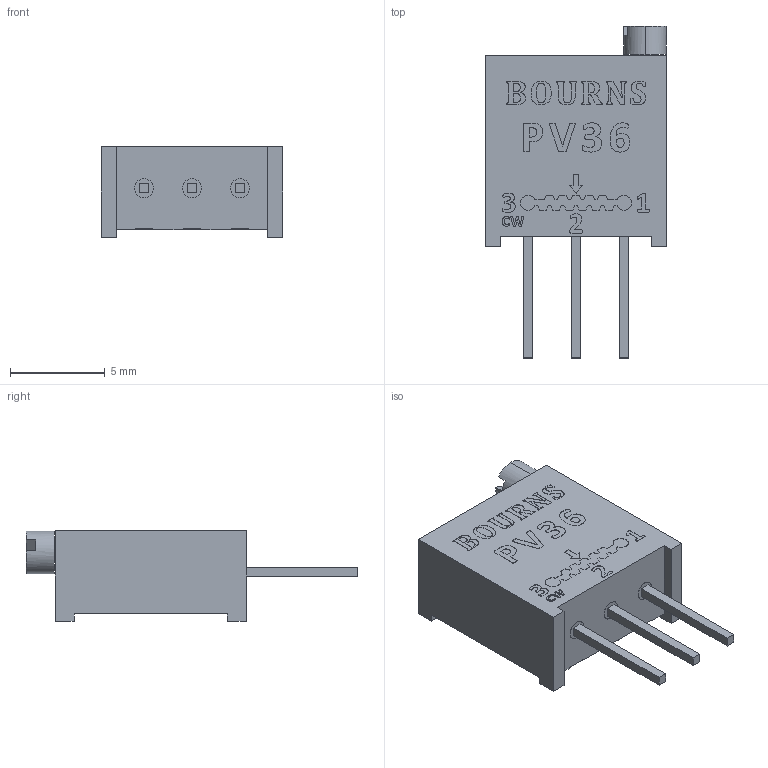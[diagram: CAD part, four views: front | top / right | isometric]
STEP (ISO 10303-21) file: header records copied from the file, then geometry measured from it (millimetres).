
FILE_DESCRIPTION (( 'STEP AP214' ), '1' );
FILE_NAME ('STEP Trimmer Resistor 100K Ohm.STEP', '2021-08-03T08:09:26', ( '' ), ( '' ), 'SwSTEP 2.0', 'SolidWorks 2021', '' );
FILE_SCHEMA (( 'AUTOMOTIVE_DESIGN' ));
Length unit declared in the file: millimetre
Products named in the file (1): STEP Trimmer Resistor 100K Ohm
Bounding box: 9.6 x 17.54 x 4.8 mm (x, y, z)
Volume: 417.2 mm3; surface area: 436.3 mm2
Topology: 2 solids, 2 shells, 610 faces, 1645 edges, 1076 vertices
Faces by surface type: plane 312, bspline 245, cylinder 43, sphere 5, torus 5
Entity records: 36113 total; most frequent: CARTESIAN_POINT 17152, ORIENTED_EDGE 3266, DIRECTION 1962, EDGE_CURVE 1633, VERTEX_POINT 1076, LINE 1052, VECTOR 1052, EDGE_LOOP 659
